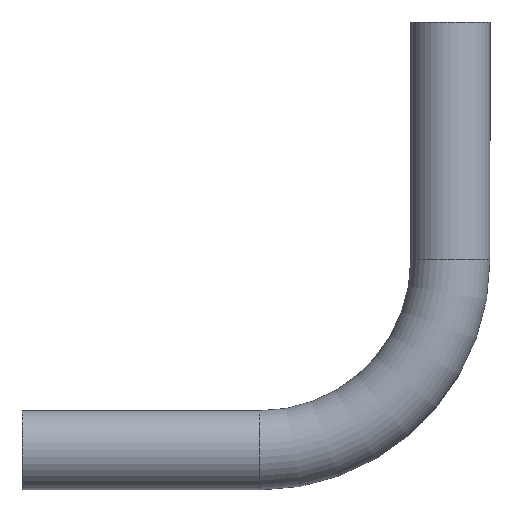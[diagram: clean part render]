
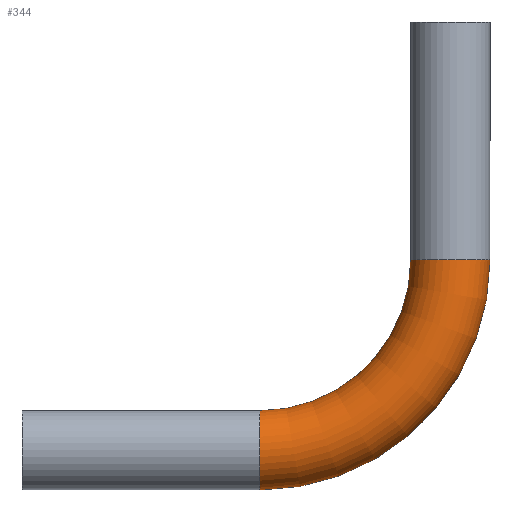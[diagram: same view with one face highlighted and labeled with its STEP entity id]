
A CAD part, front view. The second image highlights one B-rep face of the part: STEP entity #344.
In plain terms, the highlighted toroidal (fillet/blend) face has major radius 24 mm and minor radius 5 mm.
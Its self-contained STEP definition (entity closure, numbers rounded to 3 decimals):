
#14 = CIRCLE ( 'NONE', #39, 29. ) ;
#20 = DIRECTION ( 'NONE',  ( 0., 0., 1. ) ) ;
#23 = CARTESIAN_POINT ( 'NONE',  ( 54., 0., 24. ) ) ;
#29 = EDGE_CURVE ( 'NONE', #45, #392, #384, .T. ) ;
#39 = AXIS2_PLACEMENT_3D ( 'NONE', #305, #281, #336 ) ;
#43 = CARTESIAN_POINT ( 'NONE',  ( 30., 0., 5. ) ) ;
#45 = VERTEX_POINT ( 'NONE', #43 ) ;
#47 = ORIENTED_EDGE ( 'NONE', *, *, #106, .T. ) ;
#54 = VERTEX_POINT ( 'NONE', #149 ) ;
#72 = AXIS2_PLACEMENT_3D ( 'NONE', #23, #20, #81 ) ;
#81 = DIRECTION ( 'NONE',  ( 1., 0., 0. ) ) ;
#88 = CIRCLE ( 'NONE', #72, 5. ) ;
#106 = EDGE_CURVE ( 'NONE', #392, #231, #14, .T. ) ;
#116 = CARTESIAN_POINT ( 'NONE',  ( 30., 0., 0. ) ) ;
#149 = CARTESIAN_POINT ( 'NONE',  ( 49., 0., 24. ) ) ;
#161 = ORIENTED_EDGE ( 'NONE', *, *, #308, .F. ) ;
#191 = CARTESIAN_POINT ( 'NONE',  ( 30., 0., 24. ) ) ;
#195 = CARTESIAN_POINT ( 'NONE',  ( 30., 0., 24. ) ) ;
#197 = DIRECTION ( 'NONE',  ( 0., -1., 0. ) ) ;
#231 = VERTEX_POINT ( 'NONE', #326 ) ;
#243 = ORIENTED_EDGE ( 'NONE', *, *, #29, .T. ) ;
#249 = DIRECTION ( 'NONE',  ( 0., 0., -1. ) ) ;
#258 = EDGE_CURVE ( 'NONE', #54, #231, #88, .T. ) ;
#281 = DIRECTION ( 'NONE',  ( 0., -1., 0. ) ) ;
#301 = DIRECTION ( 'NONE',  ( 0., 0., -1. ) ) ;
#305 = CARTESIAN_POINT ( 'NONE',  ( 30., 0., 24. ) ) ;
#308 = EDGE_CURVE ( 'NONE', #45, #54, #418, .T. ) ;
#324 = DIRECTION ( 'NONE',  ( 0., 0., -1. ) ) ;
#326 = CARTESIAN_POINT ( 'NONE',  ( 59., 0., 24. ) ) ;
#328 = FACE_OUTER_BOUND ( 'NONE', #427, .T. ) ;
#336 = DIRECTION ( 'NONE',  ( 0., 0., -1. ) ) ;
#340 = ORIENTED_EDGE ( 'NONE', *, *, #258, .F. ) ;
#344 = ADVANCED_FACE ( 'NONE', ( #328 ), #371, .T. ) ;
#359 = DIRECTION ( 'NONE',  ( 0., -1., 0. ) ) ;
#371 = TOROIDAL_SURFACE ( 'NONE', #379, 24., 5. ) ;
#379 = AXIS2_PLACEMENT_3D ( 'NONE', #191, #197, #301 ) ;
#384 = CIRCLE ( 'NONE', #451, 5. ) ;
#391 = DIRECTION ( 'NONE',  ( 1., 0., 0. ) ) ;
#392 = VERTEX_POINT ( 'NONE', #452 ) ;
#418 = CIRCLE ( 'NONE', #442, 19. ) ;
#427 = EDGE_LOOP ( 'NONE', ( #243, #47, #340, #161 ) ) ;
#442 = AXIS2_PLACEMENT_3D ( 'NONE', #195, #359, #324 ) ;
#451 = AXIS2_PLACEMENT_3D ( 'NONE', #116, #391, #249 ) ;
#452 = CARTESIAN_POINT ( 'NONE',  ( 30., 0., -5. ) ) ;
